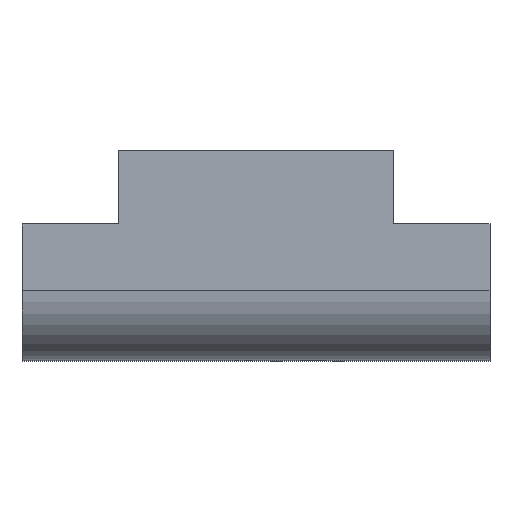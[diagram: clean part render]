
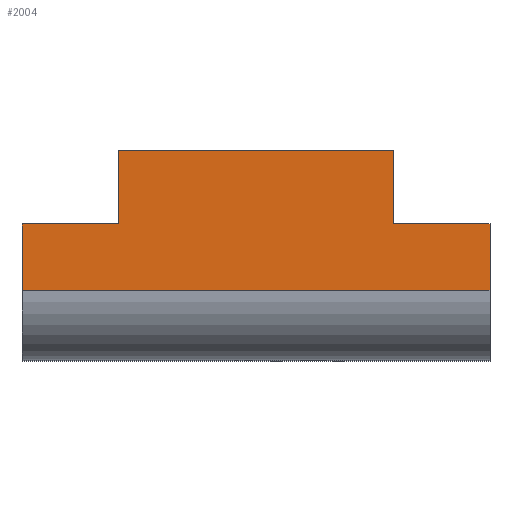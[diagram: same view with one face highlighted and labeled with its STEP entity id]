
A CAD part, top view. The second image highlights one B-rep face of the part: STEP entity #2004.
In plain terms, the highlighted planar face has unit normal (0, 0, 1).
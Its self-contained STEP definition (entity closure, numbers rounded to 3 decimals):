
#2004=ADVANCED_FACE('',(#3636),#3638,.F.);
#3636=FACE_BOUND('',#3637,.T.);
#3637=EDGE_LOOP('',(#5121,#5122,#5123,#5124,#5125,#5126,#5127,#5128));
#3638=PLANE('',#3639);
#3639=AXIS2_PLACEMENT_3D('',#3640,#3641,#3642);
#3640=CARTESIAN_POINT('',(6.7,-8.302,9.4));
#3641=DIRECTION('',(0.,0.,-1.));
#3642=DIRECTION('',(-1.,0.,0.));
#5121=ORIENTED_EDGE('',*,*,#5903,.T.);
#5122=ORIENTED_EDGE('',*,*,#5904,.T.);
#5123=ORIENTED_EDGE('',*,*,#5905,.F.);
#5124=ORIENTED_EDGE('',*,*,#5893,.T.);
#5125=ORIENTED_EDGE('',*,*,#5906,.F.);
#5126=ORIENTED_EDGE('',*,*,#5907,.T.);
#5127=ORIENTED_EDGE('',*,*,#5908,.T.);
#5128=ORIENTED_EDGE('',*,*,#5909,.F.);
#5893=EDGE_CURVE('',#7033,#7034,#7035,.T.);
#5903=EDGE_CURVE('',#7049,#7050,#7051,.T.);
#5904=EDGE_CURVE('',#7050,#7052,#7053,.T.);
#5905=EDGE_CURVE('',#7033,#7052,#7054,.T.);
#5906=EDGE_CURVE('',#7055,#7034,#7056,.T.);
#5907=EDGE_CURVE('',#7055,#7057,#7058,.T.);
#5908=EDGE_CURVE('',#7057,#7059,#7060,.T.);
#5909=EDGE_CURVE('',#7049,#7059,#7061,.T.);
#7033=VERTEX_POINT('',#9757);
#7034=VERTEX_POINT('',#9758);
#7035=LINE('',#9759,#9760);
#7049=VERTEX_POINT('',#9795);
#7050=VERTEX_POINT('',#9796);
#7051=LINE('',#9797,#9798);
#7052=VERTEX_POINT('',#9800);
#7053=LINE('',#9801,#9802);
#7054=LINE('',#9804,#9805);
#7055=VERTEX_POINT('',#9807);
#7056=LINE('',#9808,#9809);
#7057=VERTEX_POINT('',#9811);
#7058=LINE('',#9812,#9813);
#7059=VERTEX_POINT('',#9815);
#7060=LINE('',#9816,#9817);
#7061=LINE('',#9819,#9820);
#9757=CARTESIAN_POINT('',(0.,1.,9.4));
#9758=CARTESIAN_POINT('',(6.7,1.,9.4));
#9759=CARTESIAN_POINT('',(0.,1.,9.4));
#9760=VECTOR('',#9761,1.);
#9761=DIRECTION('',(1.,0.,0.));
#9795=CARTESIAN_POINT('',(1.38,3.,9.4));
#9796=CARTESIAN_POINT('',(1.38,1.95,9.4));
#9797=CARTESIAN_POINT('',(1.38,3.,9.4));
#9798=VECTOR('',#9799,1.);
#9799=DIRECTION('',(0.,-1.,0.));
#9800=CARTESIAN_POINT('',(0.,1.95,9.4));
#9801=CARTESIAN_POINT('',(1.38,1.95,9.4));
#9802=VECTOR('',#9803,1.);
#9803=DIRECTION('',(-1.,0.,0.));
#9804=CARTESIAN_POINT('',(0.,1.,9.4));
#9805=VECTOR('',#9806,1.);
#9806=DIRECTION('',(0.,1.,0.));
#9807=CARTESIAN_POINT('',(6.7,1.95,9.4));
#9808=CARTESIAN_POINT('',(6.7,1.95,9.4));
#9809=VECTOR('',#9810,1.);
#9810=DIRECTION('',(0.,-1.,0.));
#9811=CARTESIAN_POINT('',(5.32,1.95,9.4));
#9812=CARTESIAN_POINT('',(6.7,1.95,9.4));
#9813=VECTOR('',#9814,1.);
#9814=DIRECTION('',(-1.,0.,0.));
#9815=CARTESIAN_POINT('',(5.32,3.,9.4));
#9816=CARTESIAN_POINT('',(5.32,1.95,9.4));
#9817=VECTOR('',#9818,1.);
#9818=DIRECTION('',(0.,1.,0.));
#9819=CARTESIAN_POINT('',(1.38,3.,9.4));
#9820=VECTOR('',#9821,1.);
#9821=DIRECTION('',(1.,0.,0.));
